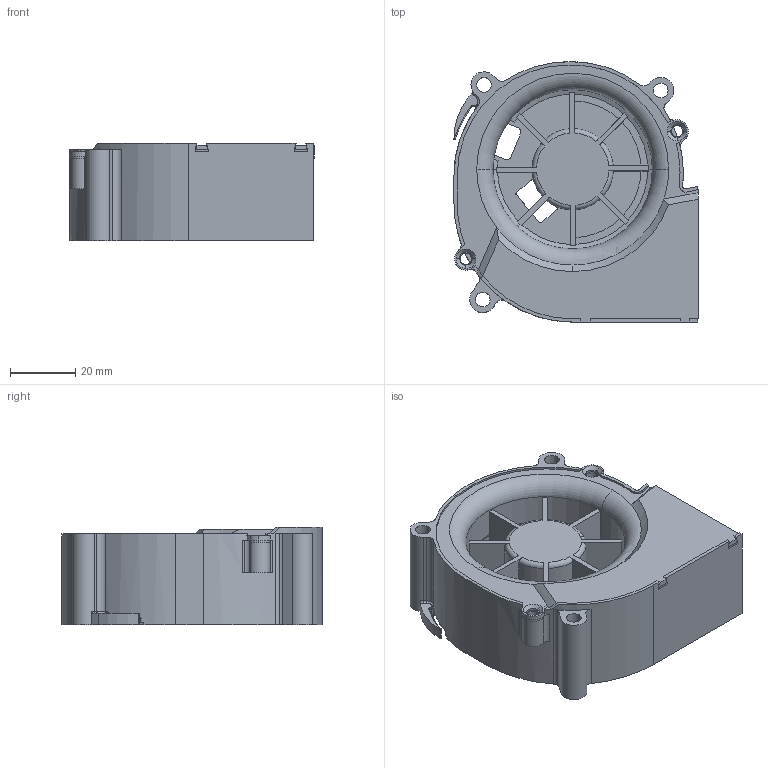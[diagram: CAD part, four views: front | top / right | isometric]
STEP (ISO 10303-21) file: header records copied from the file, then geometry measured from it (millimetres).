
FILE_DESCRIPTION((''),'2;1');
FILE_NAME('ASM0007_ASM','2012-04-19T',('SUNNY.S.TSAI'),(''),'PRO/ENGINEER BY PARAMETRIC TECHNOLOGY CORPORATION, 2008150','PRO/ENGINEER BY PARAMETRIC TECHNOLOGY CORPORATION, 2008150','');
FILE_SCHEMA(('CONFIG_CONTROL_DESIGN'));
Products named in the file (3): PRT0001; 410101490003; ASM0007_ASM
Assembly tree (2 placements, depth 2):
  ASM0007_ASM
    PRT0001
    410101490003
Bounding box: 75.04 x 80 x 30 mm (x, y, z)
Volume: 49521.2 mm3; surface area: 43606.7 mm2
Topology: 2 solids, 2 shells, 508 faces, 1479 edges, 964 vertices
Faces by surface type: plane 266, cylinder 179, torus 23, cone 23, sphere 12, bspline 5
Entity records: 18357 total; most frequent: CARTESIAN_POINT 4641, ORIENTED_EDGE 2932, DIRECTION 2874, EDGE_CURVE 1466, AXIS2_PLACEMENT_3D 1025, VERTEX_POINT 964, VECTOR 824, LINE 824
